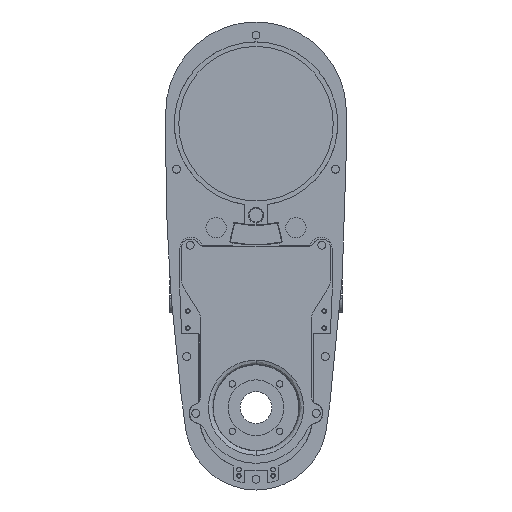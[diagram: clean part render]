
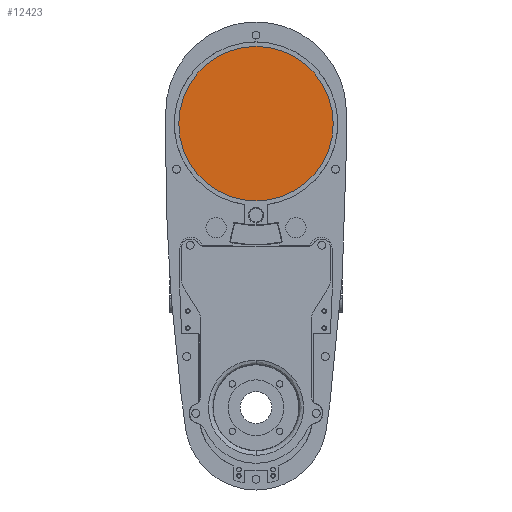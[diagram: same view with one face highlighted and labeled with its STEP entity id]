
A CAD part, front view. The second image highlights one B-rep face of the part: STEP entity #12423.
In plain terms, the highlighted planar face has unit normal (0, -1, 0).
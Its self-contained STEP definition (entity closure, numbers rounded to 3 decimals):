
#786 = VERTEX_POINT ( 'NONE', #9692 ) ;
#2489 = CIRCLE ( 'NONE', #12902, 68. ) ;
#2982 = AXIS2_PLACEMENT_3D ( 'NONE', #18996, #3818, #20978 ) ;
#3060 = DIRECTION ( 'NONE',  ( 0., 0., -1. ) ) ;
#3683 = FACE_OUTER_BOUND ( 'NONE', #10015, .T. ) ;
#3818 = DIRECTION ( 'NONE',  ( 0., 1., 0. ) ) ;
#5600 = CARTESIAN_POINT ( 'NONE',  ( 0., 64.7, -232. ) ) ;
#6205 = VERTEX_POINT ( 'NONE', #5600 ) ;
#7582 = DIRECTION ( 'NONE',  ( 0., 1., 0. ) ) ;
#9235 = ORIENTED_EDGE ( 'NONE', *, *, #20389, .F. ) ;
#9293 = DIRECTION ( 'NONE',  ( 0., 1., 0. ) ) ;
#9565 = DIRECTION ( 'NONE',  ( 0., 0., -1. ) ) ;
#9692 = CARTESIAN_POINT ( 'NONE',  ( 0., 64.7, -368. ) ) ;
#10015 = EDGE_LOOP ( 'NONE', ( #21501, #9235 ) ) ;
#12423 = ADVANCED_FACE ( 'NONE', ( #3683 ), #20844, .F. ) ;
#12902 = AXIS2_PLACEMENT_3D ( 'NONE', #25162, #7582, #9565 ) ;
#14057 = EDGE_CURVE ( 'NONE', #786, #6205, #23399, .T. ) ;
#18996 = CARTESIAN_POINT ( 'NONE',  ( 0., 64.7, -560. ) ) ;
#20389 = EDGE_CURVE ( 'NONE', #6205, #786, #2489, .T. ) ;
#20844 = PLANE ( 'NONE',  #2982 ) ;
#20978 = DIRECTION ( 'NONE',  ( 0., 0., 1. ) ) ;
#21501 = ORIENTED_EDGE ( 'NONE', *, *, #14057, .F. ) ;
#23399 = CIRCLE ( 'NONE', #27464, 68. ) ;
#24611 = CARTESIAN_POINT ( 'NONE',  ( 0., 64.7, -300. ) ) ;
#25162 = CARTESIAN_POINT ( 'NONE',  ( 0., 64.7, -300. ) ) ;
#27464 = AXIS2_PLACEMENT_3D ( 'NONE', #24611, #9293, #3060 ) ;
